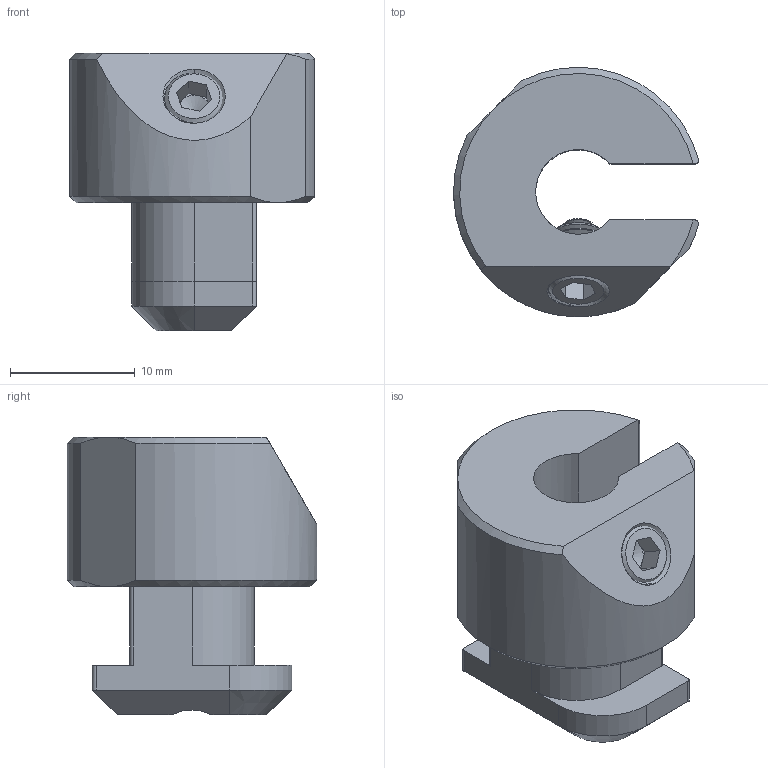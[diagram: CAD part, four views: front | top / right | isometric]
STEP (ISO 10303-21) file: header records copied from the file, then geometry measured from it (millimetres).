
FILE_DESCRIPTION(/* description */ ('Inserto di fissaggio serie 45'),/* implementation_level */ '2;1');
FILE_NAME(/* name */ 'MB45.stp',/* time_stamp */ '2021-02-19T14:09:25+01:00',/* author */ ('omnitec'),/* organization */ (''),/* preprocessor_version */ 'ST-DEVELOPER v18.1',/* originating_system */ 'Autodesk Inventor 2021',/* authorisation */ '');
FILE_SCHEMA (('AUTOMOTIVE_DESIGN { 1 0 10303 214 3 1 1 }'));
Length unit declared in the file: millimetre
Products named in the file (1): MB45
Bounding box: 19.66 x 20 x 22.3 mm (x, y, z)
Volume: 3400.2 mm3; surface area: 2394.9 mm2
Topology: 2 solids, 2 shells, 114 faces, 306 edges, 196 vertices
Faces by surface type: plane 39, cone 35, cylinder 33, bspline 7
Full cylindrical faces by diameter (mm): 4 x4, 5 x8
Entity records: 7263 total; most frequent: CARTESIAN_POINT 4426, ORIENTED_EDGE 608, DIRECTION 576, EDGE_CURVE 304, AXIS2_PLACEMENT_3D 219, VERTEX_POINT 196, LINE 138, VECTOR 138
